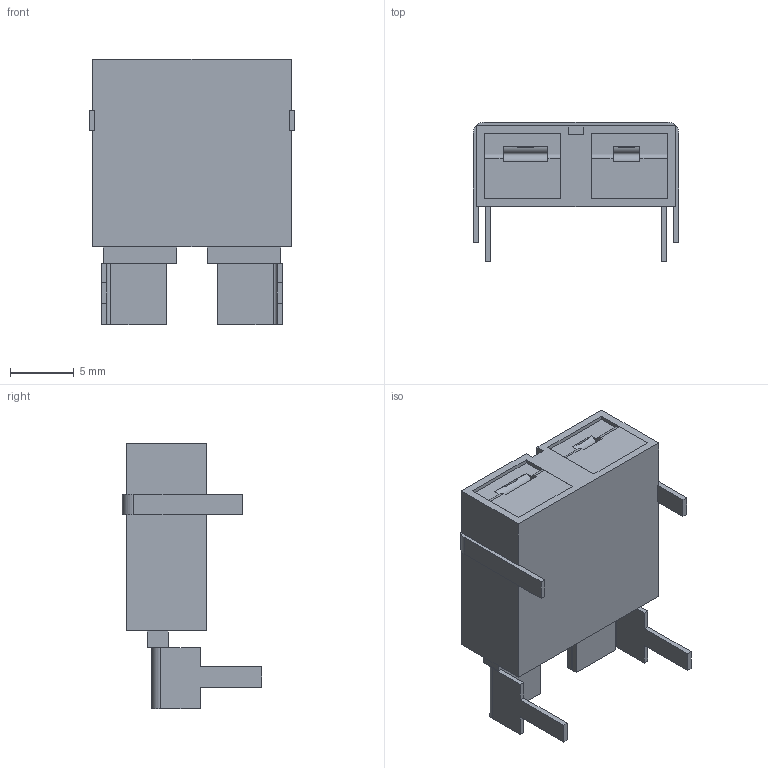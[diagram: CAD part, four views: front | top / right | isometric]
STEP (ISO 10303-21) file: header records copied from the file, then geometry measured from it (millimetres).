
FILE_DESCRIPTION (( 'STEP AP214' ), '1' );
FILE_NAME ('PCC-SMP-K-5.STEP', '2021-08-11T07:45:17', ( '' ), ( '' ), 'SwSTEP 2.0', 'SolidWorks 2017', '' );
FILE_SCHEMA (( 'AUTOMOTIVE_DESIGN' ));
Length unit declared in the file: millimetre
Products named in the file (1): PCC-SMP-K-5
Bounding box: 16.1 x 10.9 x 20.8 mm (x, y, z)
Volume: 1493 mm3; surface area: 1528.6 mm2
Topology: 12 solids, 12 shells, 207 faces, 494 edges, 324 vertices
Faces by surface type: plane 181, cylinder 26
Entity records: 6029 total; most frequent: CARTESIAN_POINT 1026, ORIENTED_EDGE 988, DIRECTION 966, EDGE_CURVE 494, LINE 438, VECTOR 438, VERTEX_POINT 324, AXIS2_PLACEMENT_3D 264
